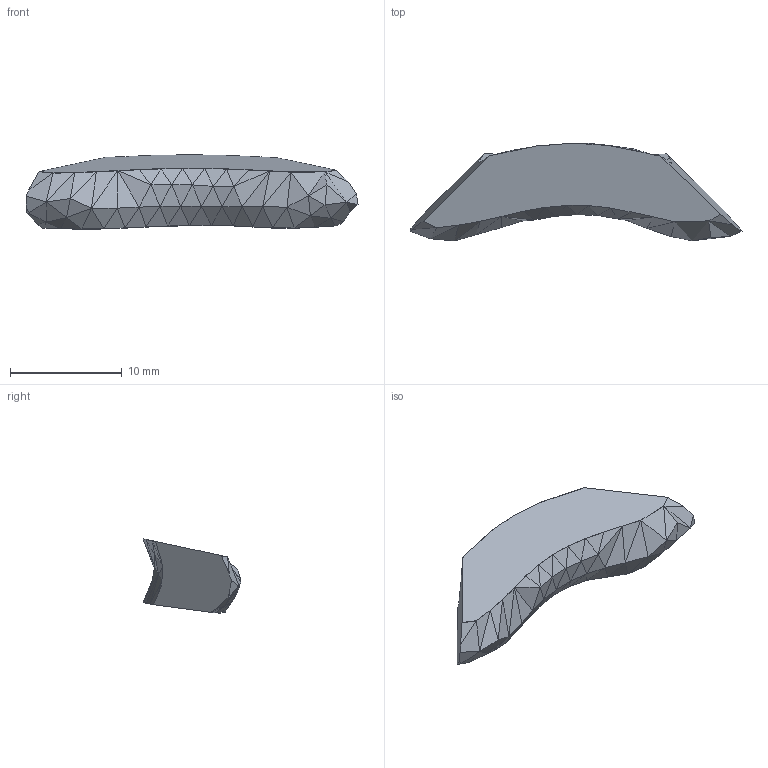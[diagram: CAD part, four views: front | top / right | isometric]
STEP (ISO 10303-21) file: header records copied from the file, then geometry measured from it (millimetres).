
FILE_DESCRIPTION(/* description */ (''),/* implementation_level */ '2;1');
FILE_NAME(/* name */ 'IVD1_Z2.step',/* time_stamp */ '2024-06-23T10:20:44-04:00',/* author */ (''),/* organization */ (''),/* preprocessor_version */ 'ST-DEVELOPER v20',/* originating_system */ 'Autodesk Translation Framework v13.14.0.145',/* authorisation */ '');
FILE_SCHEMA (('AUTOMOTIVE_DESIGN { 1 0 10303 214 3 1 1 }'));
Length unit declared in the file: millimetre
Products named in the file (1): IVD1_Z2
Bounding box: 29.71 x 8.77 x 6.66 mm (x, y, z)
Volume: 709.9 mm3; surface area: 606.8 mm2
Topology: 1 solids, 1 shells, 239 faces, 495 edges, 258 vertices
Faces by surface type: plane 239
Entity records: 5934 total; most frequent: CARTESIAN_POINT 993, ORIENTED_EDGE 990, DIRECTION 975, LINE 495, VECTOR 495, EDGE_CURVE 495, VERTEX_POINT 258, AXIS2_PLACEMENT_3D 240
